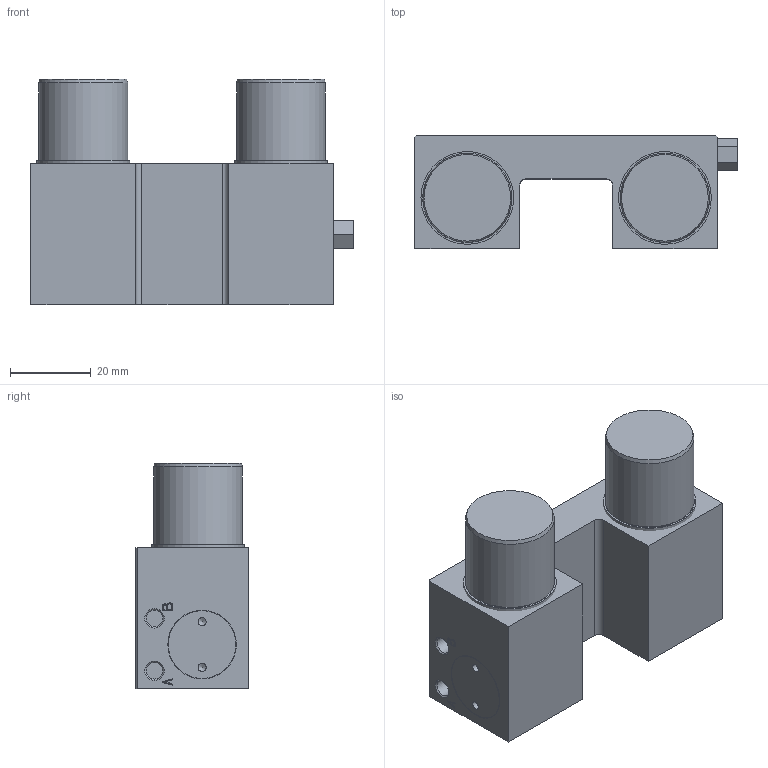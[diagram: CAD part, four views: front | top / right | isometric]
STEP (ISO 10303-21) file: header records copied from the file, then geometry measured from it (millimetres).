
FILE_DESCRIPTION(/* description */ ('Alibre Inc.'),/* implementation_level */ '2;1');
FILE_NAME(/* name */ 'export-7FBC880D-6AC4-46E1-9A36-E8CBAED27A09',/* time_stamp */ '2020-10-06T15:55:51+02:00',/* author */ (''),/* organization */ (''),/* preprocessor_version */ 'ST-DEVELOPER v17',/* originating_system */ 'Alibre',/* authorisation */ '');
FILE_SCHEMA (('AUTOMOTIVE_DESIGN'));
Length unit declared in the file: millimetre
Products named in the file (4): _Gehaeuse_MKS 2501A 19; _Luftfilter 5 7; _Deckel MKS 22; MKS2501A---
Bounding box: 80.1 x 28 x 56 mm (x, y, z)
Volume: 66012.6 mm3; surface area: 19996.2 mm2
Topology: 4 solids, 4 shells, 166 faces, 392 edges, 264 vertices
Faces by surface type: plane 94, cylinder 48, cone 22, torus 2
Full cylindrical faces by diameter (mm): 2 x8, 4.134 x4, 4.917 x4, 16.8 x2, 17 x2, 18 x2, 21.8 x2, 22 x4, 23 x2
Entity records: 4521 total; most frequent: CARTESIAN_POINT 741, ORIENTED_EDGE 722, DIRECTION 663, EDGE_CURVE 361, AXIS2_PLACEMENT_3D 261, VERTEX_POINT 248, VECTOR 232, LINE 232
